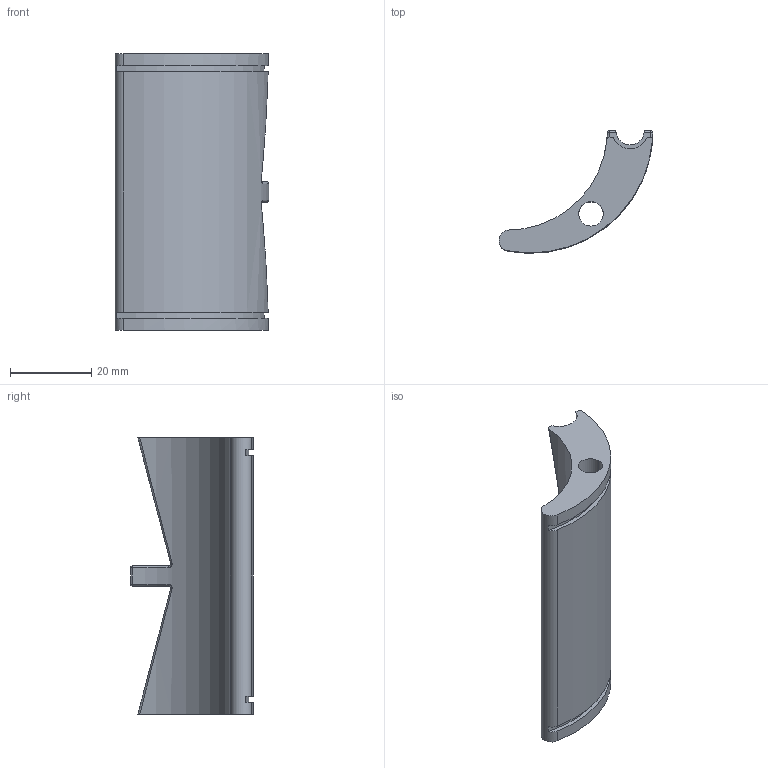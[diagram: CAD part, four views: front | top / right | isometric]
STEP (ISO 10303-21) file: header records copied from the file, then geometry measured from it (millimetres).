
FILE_DESCRIPTION (( 'STEP AP214' ), '1' );
FILE_NAME ('coquille.STEP', '2020-07-10T10:58:47', ( '' ), ( '' ), 'SwSTEP 2.0', 'SolidWorks 2020', '' );
FILE_SCHEMA (( 'AUTOMOTIVE_DESIGN' ));
Length unit declared in the file: millimetre
Products named in the file (1): coquille
Bounding box: 37.8 x 30.09 x 68 mm (x, y, z)
Volume: 21775.1 mm3; surface area: 9107.1 mm2
Topology: 1 solids, 1 shells, 53 faces, 133 edges, 78 vertices
Faces by surface type: cylinder 21, plane 12, bspline 10, sphere 6, torus 4
Entity records: 1831 total; most frequent: CARTESIAN_POINT 633, ORIENTED_EDGE 258, DIRECTION 239, EDGE_CURVE 129, AXIS2_PLACEMENT_3D 102, VERTEX_POINT 78, CIRCLE 58, EDGE_LOOP 55
